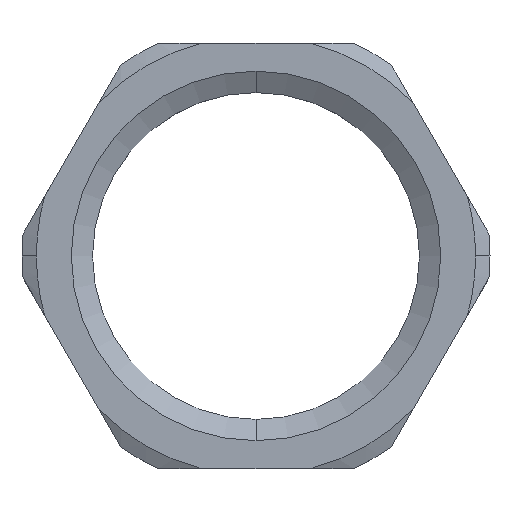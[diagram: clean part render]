
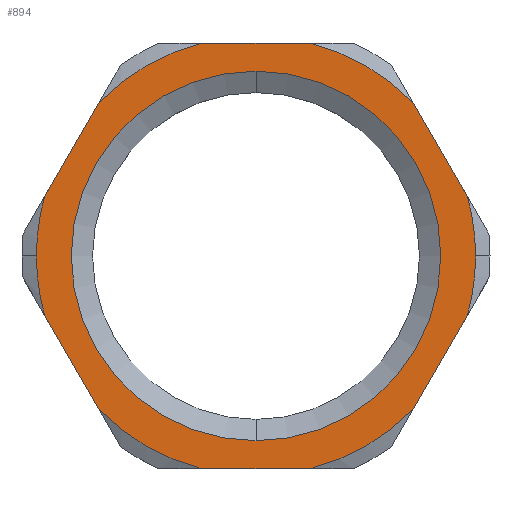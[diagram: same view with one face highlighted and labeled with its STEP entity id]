
A CAD part, top view. The second image highlights one B-rep face of the part: STEP entity #894.
In plain terms, the highlighted planar face has unit normal (0, 0, 1).
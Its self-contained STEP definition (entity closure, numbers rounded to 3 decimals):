
#32=CARTESIAN_POINT('',(9.807,0.,-0.));
#33=VERTEX_POINT('',#32);
#34=CARTESIAN_POINT('',(9.444,2.643,0.));
#35=VERTEX_POINT('',#34);
#36=CARTESIAN_POINT('',(0.,0.,0.));
#37=DIRECTION('',(-0.,-0.,1.));
#38=DIRECTION('',(1.,0.,0.));
#39=AXIS2_PLACEMENT_3D('',#36,#37,#38);
#40=CIRCLE('',#39,9.807);
#41=EDGE_CURVE('',#33,#35,#40,.T.);
#74=CARTESIAN_POINT('',(9.444,-2.643,-0.));
#75=VERTEX_POINT('',#74);
#76=CARTESIAN_POINT('',(7.011,-6.857,-0.));
#77=VERTEX_POINT('',#76);
#78=CARTESIAN_POINT('',(6181.816,10688.219,0.));
#79=DIRECTION('',(-0.5,-0.866,0.));
#80=VECTOR('',#79,24690.);
#81=LINE('',#78,#80);
#82=EDGE_CURVE('',#75,#77,#81,.T.);
#130=CARTESIAN_POINT('',(7.011,6.857,-0.));
#131=VERTEX_POINT('',#130);
#132=CARTESIAN_POINT('',(-6165.361,10697.719,0.));
#133=DIRECTION('',(0.5,-0.866,0.));
#134=VECTOR('',#133,24690.);
#135=LINE('',#132,#134);
#136=EDGE_CURVE('',#131,#35,#135,.T.);
#268=CARTESIAN_POINT('',(-9.444,2.643,0.));
#269=VERTEX_POINT('',#268);
#270=CARTESIAN_POINT('',(-7.011,6.857,-0.));
#271=VERTEX_POINT('',#270);
#272=CARTESIAN_POINT('',(-6181.816,-10688.219,0.));
#273=DIRECTION('',(0.5,0.866,0.));
#274=VECTOR('',#273,24690.);
#275=LINE('',#272,#274);
#276=EDGE_CURVE('',#269,#271,#275,.T.);
#324=CARTESIAN_POINT('',(-7.011,-6.857,-0.));
#325=VERTEX_POINT('',#324);
#326=CARTESIAN_POINT('',(-9.444,-2.643,0.));
#327=VERTEX_POINT('',#326);
#328=CARTESIAN_POINT('',(6165.361,-10697.719,0.));
#329=DIRECTION('',(-0.5,0.866,0.));
#330=VECTOR('',#329,24690.);
#331=LINE('',#328,#330);
#332=EDGE_CURVE('',#325,#327,#331,.T.);
#479=CARTESIAN_POINT('',(-2.433,9.5,-0.));
#480=VERTEX_POINT('',#479);
#481=CARTESIAN_POINT('',(2.433,9.5,0.));
#482=VERTEX_POINT('',#481);
#483=CARTESIAN_POINT('',(-12347.177,9.5,0.));
#484=DIRECTION('',(1.,0.,-0.));
#485=VECTOR('',#484,24690.);
#486=LINE('',#483,#485);
#487=EDGE_CURVE('',#480,#482,#486,.T.);
#517=CARTESIAN_POINT('',(-9.807,-0.,0.));
#518=VERTEX_POINT('',#517);
#525=CARTESIAN_POINT('',(0.,0.,0.));
#526=DIRECTION('',(-0.,-0.,1.));
#527=DIRECTION('',(1.,0.,0.));
#528=AXIS2_PLACEMENT_3D('',#525,#526,#527);
#529=CIRCLE('',#528,9.807);
#530=EDGE_CURVE('',#269,#518,#529,.T.);
#544=CARTESIAN_POINT('',(-2.433,-9.5,0.));
#545=VERTEX_POINT('',#544);
#552=CARTESIAN_POINT('',(0.,0.,0.));
#553=DIRECTION('',(0.,0.,-1.));
#554=DIRECTION('',(1.,0.,0.));
#555=AXIS2_PLACEMENT_3D('',#552,#553,#554);
#556=CIRCLE('',#555,9.807);
#557=EDGE_CURVE('',#545,#325,#556,.T.);
#567=CARTESIAN_POINT('',(2.433,-9.5,0.));
#568=VERTEX_POINT('',#567);
#577=CARTESIAN_POINT('',(0.,0.,0.));
#578=DIRECTION('',(0.,0.,-1.));
#579=DIRECTION('',(1.,0.,0.));
#580=AXIS2_PLACEMENT_3D('',#577,#578,#579);
#581=CIRCLE('',#580,9.807);
#582=EDGE_CURVE('',#77,#568,#581,.T.);
#593=CARTESIAN_POINT('',(0.,0.,0.));
#594=DIRECTION('',(-0.,-0.,1.));
#595=DIRECTION('',(1.,0.,0.));
#596=AXIS2_PLACEMENT_3D('',#593,#594,#595);
#597=CIRCLE('',#596,9.807);
#598=EDGE_CURVE('',#75,#33,#597,.T.);
#613=CARTESIAN_POINT('',(0.,0.,0.));
#614=DIRECTION('',(0.,0.,-1.));
#615=DIRECTION('',(1.,0.,0.));
#616=AXIS2_PLACEMENT_3D('',#613,#614,#615);
#617=CIRCLE('',#616,9.807);
#618=EDGE_CURVE('',#271,#480,#617,.T.);
#631=CARTESIAN_POINT('',(0.,0.,0.));
#632=DIRECTION('',(0.,0.,-1.));
#633=DIRECTION('',(1.,0.,0.));
#634=AXIS2_PLACEMENT_3D('',#631,#632,#633);
#635=CIRCLE('',#634,9.807);
#636=EDGE_CURVE('',#482,#131,#635,.T.);
#646=CARTESIAN_POINT('',(12347.177,-9.5,0.));
#647=DIRECTION('',(-1.,0.,0.));
#648=VECTOR('',#647,24690.);
#649=LINE('',#646,#648);
#650=EDGE_CURVE('',#568,#545,#649,.T.);
#818=CARTESIAN_POINT('',(0.,8.25,0.));
#819=VERTEX_POINT('',#818);
#820=CARTESIAN_POINT('',(-0.,-8.25,0.));
#821=VERTEX_POINT('',#820);
#822=CARTESIAN_POINT('',(0.,0.,0.));
#823=DIRECTION('',(-0.,-0.,1.));
#824=DIRECTION('',(0.,1.,0.));
#825=AXIS2_PLACEMENT_3D('',#822,#823,#824);
#826=CIRCLE('',#825,8.25);
#827=EDGE_CURVE('',#819,#821,#826,.T.);
#852=CARTESIAN_POINT('',(0.,0.,0.));
#853=DIRECTION('',(0.,0.,-1.));
#854=DIRECTION('',(0.,1.,0.));
#855=AXIS2_PLACEMENT_3D('',#852,#853,#854);
#856=CIRCLE('',#855,8.25);
#857=EDGE_CURVE('',#819,#821,#856,.T.);
#863=CARTESIAN_POINT('',(0.,0.,0.));
#864=DIRECTION('',(0.,0.,-1.));
#865=DIRECTION('',(0.,-1.,0.));
#866=AXIS2_PLACEMENT_3D('',#863,#864,#865);
#867=PLANE('',#866);
#868=ORIENTED_EDGE('',*,*,#827,.F.);
#869=ORIENTED_EDGE('',*,*,#857,.T.);
#870=EDGE_LOOP('',(#868,#869));
#871=FACE_BOUND('',#870,.T.);
#872=ORIENTED_EDGE('',*,*,#136,.F.);
#873=ORIENTED_EDGE('',*,*,#636,.F.);
#874=ORIENTED_EDGE('',*,*,#487,.F.);
#875=ORIENTED_EDGE('',*,*,#618,.F.);
#876=ORIENTED_EDGE('',*,*,#276,.F.);
#877=ORIENTED_EDGE('',*,*,#530,.T.);
#878=CARTESIAN_POINT('',(0.,0.,0.));
#879=DIRECTION('',(-0.,-0.,1.));
#880=DIRECTION('',(1.,0.,0.));
#881=AXIS2_PLACEMENT_3D('',#878,#879,#880);
#882=CIRCLE('',#881,9.807);
#883=EDGE_CURVE('',#518,#327,#882,.T.);
#884=ORIENTED_EDGE('',*,*,#883,.T.);
#885=ORIENTED_EDGE('',*,*,#332,.F.);
#886=ORIENTED_EDGE('',*,*,#557,.F.);
#887=ORIENTED_EDGE('',*,*,#650,.F.);
#888=ORIENTED_EDGE('',*,*,#582,.F.);
#889=ORIENTED_EDGE('',*,*,#82,.F.);
#890=ORIENTED_EDGE('',*,*,#598,.T.);
#891=ORIENTED_EDGE('',*,*,#41,.T.);
#892=EDGE_LOOP('',(#872,#873,#874,#875,#876,#877,#884,#885,#886,#887,#888,#889,#890,#891));
#893=FACE_BOUND('',#892,.T.);
#894=ADVANCED_FACE('NONE',(#871,#893),#867,.F.);
